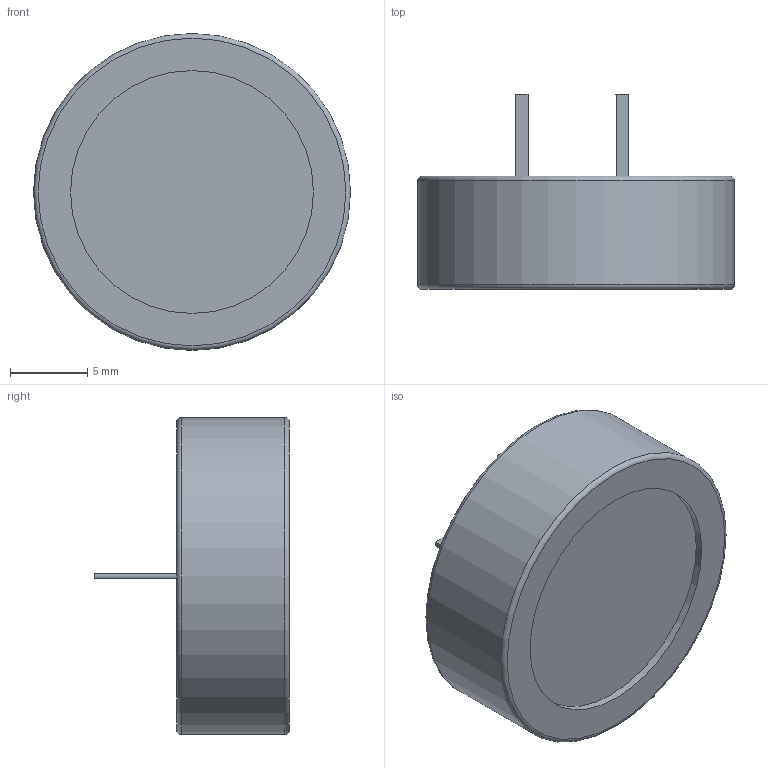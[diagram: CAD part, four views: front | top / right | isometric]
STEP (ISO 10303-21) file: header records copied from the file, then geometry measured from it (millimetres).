
FILE_DESCRIPTION(/* description */ (''),/* implementation_level */ '2;1');
FILE_NAME(/* name */ 'supercapacitor.step',/* time_stamp */ '2021-08-30T12:28:33+03:00',/* author */ (''),/* organization */ (''),/* preprocessor_version */ 'ST-DEVELOPER v18.1',/* originating_system */ 'Autodesk Translation Framework v10.10.0.1391',/* authorisation */ '');
FILE_SCHEMA (('AUTOMOTIVE_DESIGN { 1 0 10303 214 3 1 1 }'));
Length unit declared in the file: millimetre
Products named in the file (1): supercapacitor
Bounding box: 20.5 x 12.6 x 20.5 mm (x, y, z)
Volume: 2229.1 mm3; surface area: 1195 mm2
Topology: 1 solids, 1 shells, 24 faces, 51 edges, 34 vertices
Faces by surface type: plane 14, cylinder 8, torus 2
Full cylindrical faces by diameter (mm): 15.7 x2, 20.5 x1
Entity records: 707 total; most frequent: DIRECTION 123, CARTESIAN_POINT 110, ORIENTED_EDGE 102, EDGE_CURVE 51, AXIS2_PLACEMENT_3D 47, VERTEX_POINT 34, EDGE_LOOP 29, LINE 29
